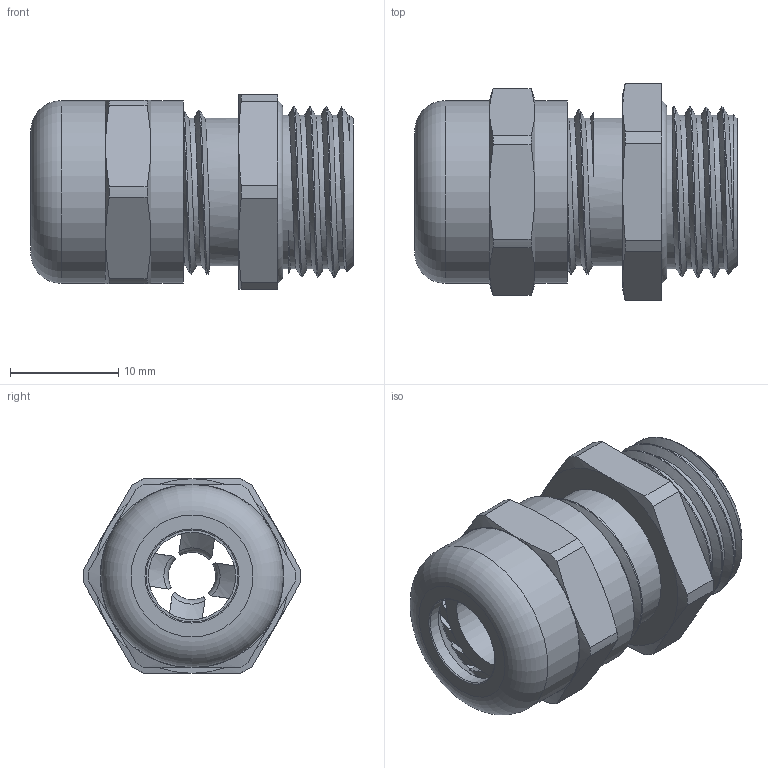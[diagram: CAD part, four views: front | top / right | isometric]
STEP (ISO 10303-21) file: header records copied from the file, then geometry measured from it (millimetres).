
FILE_DESCRIPTION(/* description */ ('Euro-Top-EMV 2. Gen. M 16x1,5'),/* implementation_level */ '2;1');
FILE_NAME(/* name */ '61080516-RST.stp',/* time_stamp */ '2020-02-12T11:36:36+01:00',/* author */ ('sl'),/* organization */ (''),/* preprocessor_version */ 'ST-DEVELOPER v16.5',/* originating_system */ 'Autodesk Inventor 2017',/* authorisation */ '');
FILE_SCHEMA (('AUTOMOTIVE_DESIGN { 1 0 10303 214 3 1 1 }'));
Length unit declared in the file: millimetre
Products named in the file (7): 61080516; 61080516_1; 61080516_2; 61080516_3; 61080516_4; 61080516_5; 61080516_6
Assembly tree (6 placements, depth 2):
  61080516
    61080516_1
    61080516_2
    61080516_3
    61080516_4
    61080516_5
    61080516_6
Bounding box: 29.81 x 20.06 x 18 mm (x, y, z)
Volume: 3377.1 mm3; surface area: 7102.7 mm2
Topology: 6 solids, 6 shells, 349 faces, 956 edges, 623 vertices
Faces by surface type: plane 154, cylinder 106, cone 41, torus 34, bspline 14
Full cylindrical faces by diameter (mm): 8.07 x1, 8.2 x1, 8.5 x1, 10.28 x1, 10.93 x1, 10.95 x1, 11.04 x1, 11.58 x1, 12.18 x1, 12.34 x1, 12.35 x1, 13.658 x3, 13.88 x1, 14.208 x4, 15.382 x6, 16.87 x2, 17.208 x1
Entity records: 13899 total; most frequent: CARTESIAN_POINT 5484, ORIENTED_EDGE 1758, DIRECTION 1713, EDGE_CURVE 879, AXIS2_PLACEMENT_3D 678, VERTEX_POINT 586, EDGE_LOOP 381, LINE 357
